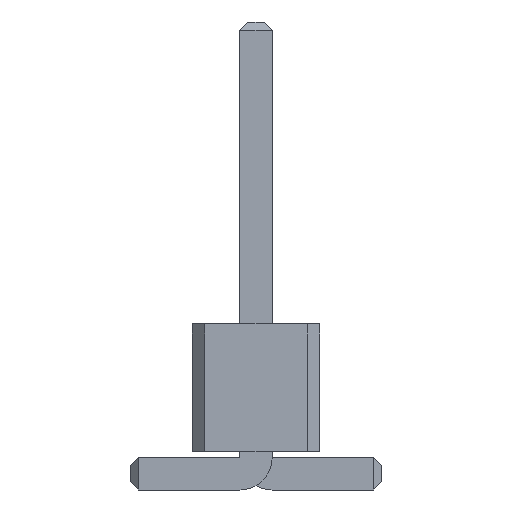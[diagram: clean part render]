
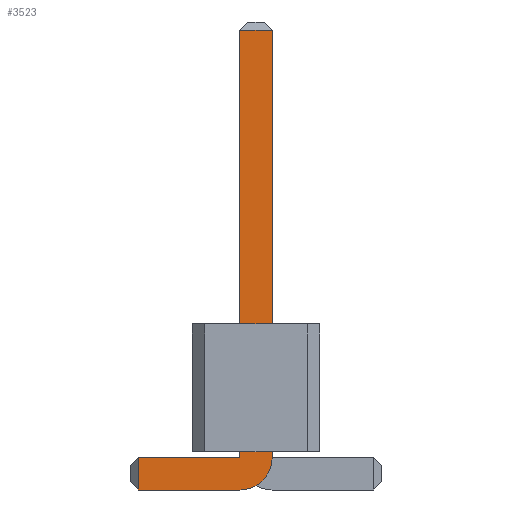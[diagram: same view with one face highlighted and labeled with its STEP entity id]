
A CAD part, front view. The second image highlights one B-rep face of the part: STEP entity #3523.
In plain terms, the highlighted planar face has unit normal (0, -1, 0).
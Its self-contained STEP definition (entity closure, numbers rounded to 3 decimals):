
#56=DIRECTION('',(0.,-1.,0.));
#67=DIRECTION('',(1.,0.,0.));
#725=VECTOR('',#67,1.);
#778=DIRECTION('',(-1.,0.,0.));
#1433=VECTOR('',#778,1.);
#1561=DIRECTION('',(0.,0.,-1.));
#1580=VECTOR('',#1561,1.);
#3354=VECTOR('',#3355,1.);
#3355=DIRECTION('',(0.,0.,1.));
#3377=DIRECTION('',(-0.,-1.,-0.));
#3384=VERTEX_POINT('',#3385);
#3385=CARTESIAN_POINT('',(-2.34,-14.29,0.));
#3388=ORIENTED_EDGE('',*,*,#3389,.T.);
#3389=EDGE_CURVE('',#3384,#3390,#3392,.T.);
#3390=VERTEX_POINT('',#3391);
#3391=CARTESIAN_POINT('',(-0.32,-14.29,0.));
#3392=LINE('',#3393,#725);
#3393=CARTESIAN_POINT('',(-2.5,-14.29,0.));
#3425=VERTEX_POINT('',#3426);
#3426=CARTESIAN_POINT('',(0.32,-14.29,0.64));
#3429=EDGE_CURVE('',#3390,#3425,#3430,.T.);
#3430=CIRCLE('',#3431,0.64);
#3431=AXIS2_PLACEMENT_3D('',#3432,#56,#1561);
#3432=CARTESIAN_POINT('',(-0.32,-14.29,0.64));
#3440=VERTEX_POINT('',#3432);
#3442=ORIENTED_EDGE('',*,*,#3443,.T.);
#3443=EDGE_CURVE('',#3440,#3444,#3446,.T.);
#3444=VERTEX_POINT('',#3445);
#3445=CARTESIAN_POINT('',(-2.34,-14.29,0.64));
#3446=LINE('',#3432,#1433);
#3456=ORIENTED_EDGE('',*,*,#3457,.T.);
#3457=EDGE_CURVE('',#3425,#3458,#3460,.T.);
#3458=VERTEX_POINT('',#3459);
#3459=CARTESIAN_POINT('',(0.32,-14.29,9.14));
#3460=LINE('',#3461,#3354);
#3461=CARTESIAN_POINT('',(0.32,-14.29,0.));
#3474=VERTEX_POINT('',#3475);
#3475=CARTESIAN_POINT('',(-0.32,-14.29,9.14));
#3477=ORIENTED_EDGE('',*,*,#3478,.T.);
#3478=EDGE_CURVE('',#3474,#3440,#3479,.T.);
#3479=LINE('',#3480,#1580);
#3480=CARTESIAN_POINT('',(-0.32,-14.29,9.3));
#3523=ADVANCED_FACE('',(#3524),#3533,.T.);
#3524=FACE_BOUND('',#3525,.T.);
#3525=EDGE_LOOP('',(#3388,#3526,#3456,#3527,#3477,#3442,#3530));
#3526=ORIENTED_EDGE('',*,*,#3429,.T.);
#3527=ORIENTED_EDGE('',*,*,#3528,.T.);
#3528=EDGE_CURVE('',#3458,#3474,#3529,.T.);
#3529=LINE('',#3459,#1433);
#3530=ORIENTED_EDGE('',*,*,#3531,.T.);
#3531=EDGE_CURVE('',#3444,#3384,#3532,.T.);
#3532=LINE('',#3445,#1580);
#3533=PLANE('',#3534);
#3534=AXIS2_PLACEMENT_3D('',#3535,#3377,#1561);
#3535=CARTESIAN_POINT('',(-0.311,-14.29,3.871));
